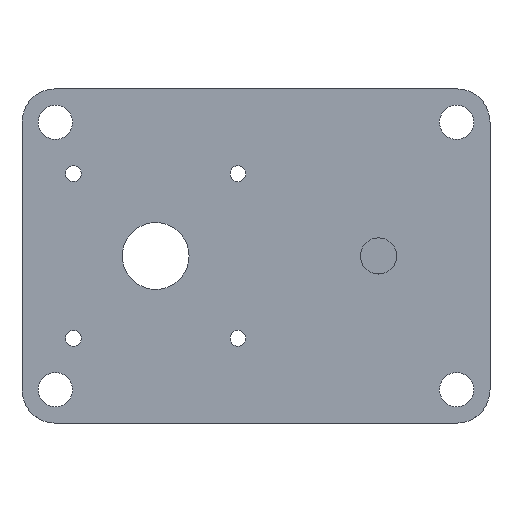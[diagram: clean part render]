
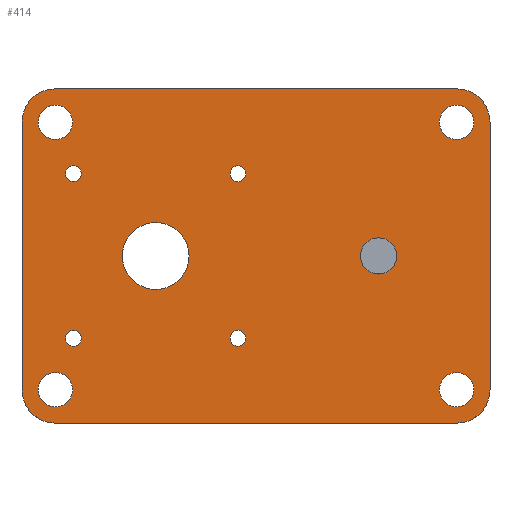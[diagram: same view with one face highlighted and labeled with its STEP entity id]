
A CAD part, top view. The second image highlights one B-rep face of the part: STEP entity #414.
In plain terms, the highlighted planar face has unit normal (0, 0, 1).
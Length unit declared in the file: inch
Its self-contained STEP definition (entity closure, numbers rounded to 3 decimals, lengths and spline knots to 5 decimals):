
#24=FACE_BOUND('',#92,.T.);
#25=FACE_BOUND('',#93,.T.);
#26=FACE_BOUND('',#94,.T.);
#27=FACE_BOUND('',#95,.T.);
#28=FACE_BOUND('',#96,.T.);
#29=FACE_BOUND('',#97,.T.);
#30=FACE_BOUND('',#98,.T.);
#31=FACE_BOUND('',#99,.T.);
#32=FACE_BOUND('',#100,.T.);
#33=FACE_BOUND('',#101,.T.);
#40=PLANE('',#477);
#61=FACE_OUTER_BOUND('',#91,.T.);
#91=EDGE_LOOP('',(#362,#363,#364,#365,#366,#367,#368,#369));
#92=EDGE_LOOP('',(#370));
#93=EDGE_LOOP('',(#371));
#94=EDGE_LOOP('',(#372));
#95=EDGE_LOOP('',(#373));
#96=EDGE_LOOP('',(#374));
#97=EDGE_LOOP('',(#375));
#98=EDGE_LOOP('',(#376));
#99=EDGE_LOOP('',(#377));
#100=EDGE_LOOP('',(#378));
#101=EDGE_LOOP('',(#379));
#110=LINE('',#643,#136);
#116=LINE('',#674,#142);
#126=LINE('',#712,#152);
#127=LINE('',#714,#153);
#136=VECTOR('',#520,0.3937);
#142=VECTOR('',#550,0.3937);
#152=VECTOR('',#598,0.3937);
#153=VECTOR('',#601,0.3937);
#154=CIRCLE('',#430,0.1285);
#156=CIRCLE('',#433,0.1285);
#158=CIRCLE('',#436,0.1285);
#160=CIRCLE('',#439,0.1285);
#162=CIRCLE('',#442,0.25);
#172=CIRCLE('',#455,0.25);
#173=CIRCLE('',#458,0.25);
#174=CIRCLE('',#460,0.25);
#175=CIRCLE('',#462,0.05906);
#176=CIRCLE('',#464,0.05906);
#177=CIRCLE('',#466,0.05906);
#178=CIRCLE('',#468,0.05906);
#179=CIRCLE('',#470,0.25);
#181=CIRCLE('',#473,0.135);
#182=VERTEX_POINT('',#606);
#184=VERTEX_POINT('',#612);
#186=VERTEX_POINT('',#618);
#188=VERTEX_POINT('',#624);
#190=VERTEX_POINT('',#630);
#191=VERTEX_POINT('',#631);
#195=VERTEX_POINT('',#641);
#206=VERTEX_POINT('',#667);
#207=VERTEX_POINT('',#668);
#208=VERTEX_POINT('',#673);
#209=VERTEX_POINT('',#677);
#210=VERTEX_POINT('',#681);
#211=VERTEX_POINT('',#685);
#212=VERTEX_POINT('',#689);
#213=VERTEX_POINT('',#693);
#214=VERTEX_POINT('',#697);
#215=VERTEX_POINT('',#701);
#217=VERTEX_POINT('',#707);
#218=EDGE_CURVE('',#182,#182,#154,.T.);
#221=EDGE_CURVE('',#184,#184,#156,.T.);
#224=EDGE_CURVE('',#186,#186,#158,.T.);
#227=EDGE_CURVE('',#188,#188,#160,.T.);
#230=EDGE_CURVE('',#190,#191,#162,.T.);
#236=EDGE_CURVE('',#190,#195,#110,.T.);
#248=EDGE_CURVE('',#206,#207,#172,.T.);
#251=EDGE_CURVE('',#208,#207,#116,.T.);
#253=EDGE_CURVE('',#208,#209,#173,.T.);
#255=EDGE_CURVE('',#210,#195,#174,.T.);
#257=EDGE_CURVE('',#211,#211,#175,.T.);
#259=EDGE_CURVE('',#212,#212,#176,.T.);
#261=EDGE_CURVE('',#213,#213,#177,.T.);
#263=EDGE_CURVE('',#214,#214,#178,.T.);
#265=EDGE_CURVE('',#215,#215,#179,.T.);
#269=EDGE_CURVE('',#217,#217,#181,.T.);
#270=EDGE_CURVE('',#210,#209,#126,.T.);
#271=EDGE_CURVE('',#206,#191,#127,.T.);
#362=ORIENTED_EDGE('',*,*,#230,.F.);
#363=ORIENTED_EDGE('',*,*,#236,.T.);
#364=ORIENTED_EDGE('',*,*,#255,.F.);
#365=ORIENTED_EDGE('',*,*,#270,.T.);
#366=ORIENTED_EDGE('',*,*,#253,.F.);
#367=ORIENTED_EDGE('',*,*,#251,.T.);
#368=ORIENTED_EDGE('',*,*,#248,.F.);
#369=ORIENTED_EDGE('',*,*,#271,.T.);
#370=ORIENTED_EDGE('',*,*,#218,.T.);
#371=ORIENTED_EDGE('',*,*,#221,.T.);
#372=ORIENTED_EDGE('',*,*,#224,.T.);
#373=ORIENTED_EDGE('',*,*,#227,.T.);
#374=ORIENTED_EDGE('',*,*,#257,.T.);
#375=ORIENTED_EDGE('',*,*,#259,.T.);
#376=ORIENTED_EDGE('',*,*,#261,.T.);
#377=ORIENTED_EDGE('',*,*,#263,.T.);
#378=ORIENTED_EDGE('',*,*,#265,.T.);
#379=ORIENTED_EDGE('',*,*,#269,.T.);
#414=ADVANCED_FACE('',(#61,#24,#25,#26,#27,#28,#29,#30,#31,#32,#33),#40,
 .T.);
#430=AXIS2_PLACEMENT_3D('',#607,#482,#483);
#433=AXIS2_PLACEMENT_3D('',#613,#489,#490);
#436=AXIS2_PLACEMENT_3D('',#619,#496,#497);
#439=AXIS2_PLACEMENT_3D('',#625,#503,#504);
#442=AXIS2_PLACEMENT_3D('',#632,#510,#511);
#455=AXIS2_PLACEMENT_3D('',#669,#544,#545);
#458=AXIS2_PLACEMENT_3D('',#678,#554,#555);
#460=AXIS2_PLACEMENT_3D('',#682,#559,#560);
#462=AXIS2_PLACEMENT_3D('',#686,#564,#565);
#464=AXIS2_PLACEMENT_3D('',#690,#569,#570);
#466=AXIS2_PLACEMENT_3D('',#694,#574,#575);
#468=AXIS2_PLACEMENT_3D('',#698,#579,#580);
#470=AXIS2_PLACEMENT_3D('',#702,#584,#585);
#473=AXIS2_PLACEMENT_3D('',#709,#592,#593);
#477=AXIS2_PLACEMENT_3D('',#715,#602,#603);
#482=DIRECTION('center_axis',(0.,0.,-1.));
#483=DIRECTION('ref_axis',(1.,0.,0.));
#489=DIRECTION('center_axis',(0.,0.,-1.));
#490=DIRECTION('ref_axis',(1.,0.,0.));
#496=DIRECTION('center_axis',(0.,0.,-1.));
#497=DIRECTION('ref_axis',(1.,0.,0.));
#503=DIRECTION('center_axis',(0.,0.,-1.));
#504=DIRECTION('ref_axis',(1.,0.,0.));
#510=DIRECTION('center_axis',(0.,0.,-1.));
#511=DIRECTION('ref_axis',(-0.707,-0.707,0.));
#520=DIRECTION('',(1.,0.,0.));
#544=DIRECTION('center_axis',(0.,0.,-1.));
#545=DIRECTION('ref_axis',(-0.707,0.707,0.));
#550=DIRECTION('',(-1.,0.,0.));
#554=DIRECTION('center_axis',(0.,0.,-1.));
#555=DIRECTION('ref_axis',(0.707,0.707,0.));
#559=DIRECTION('center_axis',(0.,0.,-1.));
#560=DIRECTION('ref_axis',(0.707,-0.707,0.));
#564=DIRECTION('center_axis',(0.,0.,-1.));
#565=DIRECTION('ref_axis',(-1.,0.,0.));
#569=DIRECTION('center_axis',(0.,0.,-1.));
#570=DIRECTION('ref_axis',(-1.,0.,0.));
#574=DIRECTION('center_axis',(0.,0.,-1.));
#575=DIRECTION('ref_axis',(-1.,0.,0.));
#579=DIRECTION('center_axis',(0.,0.,-1.));
#580=DIRECTION('ref_axis',(-1.,0.,0.));
#584=DIRECTION('center_axis',(0.,0.,-1.));
#585=DIRECTION('ref_axis',(-1.,0.,0.));
#592=DIRECTION('center_axis',(0.,0.,-1.));
#593=DIRECTION('ref_axis',(-1.,0.,0.));
#598=DIRECTION('',(0.,1.,0.));
#601=DIRECTION('',(0.,-1.,0.));
#602=DIRECTION('center_axis',(0.,0.,1.));
#603=DIRECTION('ref_axis',(1.,0.,0.));
#606=CARTESIAN_POINT('',(3.1215,0.25,0.125));
#607=CARTESIAN_POINT('Origin',(3.25,0.25,0.125));
#612=CARTESIAN_POINT('',(0.1215,2.25,0.125));
#613=CARTESIAN_POINT('Origin',(0.25,2.25,0.125));
#618=CARTESIAN_POINT('',(3.1215,2.25,0.125));
#619=CARTESIAN_POINT('Origin',(3.25,2.25,0.125));
#624=CARTESIAN_POINT('',(0.1215,0.25,0.125));
#625=CARTESIAN_POINT('Origin',(0.25,0.25,0.125));
#630=CARTESIAN_POINT('',(0.25,0.,0.125));
#631=CARTESIAN_POINT('',(0.,0.25,0.125));
#632=CARTESIAN_POINT('Origin',(0.25,0.25,0.125));
#641=CARTESIAN_POINT('',(3.25,0.,0.125));
#643=CARTESIAN_POINT('',(0.,0.,0.125));
#667=CARTESIAN_POINT('',(0.,2.25,0.125));
#668=CARTESIAN_POINT('',(0.25,2.5,0.125));
#669=CARTESIAN_POINT('Origin',(0.25,2.25,0.125));
#673=CARTESIAN_POINT('',(3.25,2.5,0.125));
#674=CARTESIAN_POINT('',(3.5,2.5,0.125));
#677=CARTESIAN_POINT('',(3.5,2.25,0.125));
#678=CARTESIAN_POINT('Origin',(3.25,2.25,0.125));
#681=CARTESIAN_POINT('',(3.5,0.25,0.125));
#682=CARTESIAN_POINT('Origin',(3.25,0.25,0.125));
#685=CARTESIAN_POINT('',(0.44337,0.63482,0.125));
#686=CARTESIAN_POINT('Origin',(0.38432,0.63482,0.125));
#689=CARTESIAN_POINT('',(0.44337,1.86518,0.125));
#690=CARTESIAN_POINT('Origin',(0.38432,1.86518,0.125));
#693=CARTESIAN_POINT('',(1.67374,0.63482,0.125));
#694=CARTESIAN_POINT('Origin',(1.61468,0.63482,0.125));
#697=CARTESIAN_POINT('',(1.67374,1.86518,0.125));
#698=CARTESIAN_POINT('Origin',(1.61468,1.86518,0.125));
#701=CARTESIAN_POINT('',(1.2495,1.25,0.125));
#702=CARTESIAN_POINT('Origin',(0.9995,1.25,0.125));
#707=CARTESIAN_POINT('',(2.8015,1.25,0.125));
#709=CARTESIAN_POINT('Origin',(2.6665,1.25,0.125));
#712=CARTESIAN_POINT('',(3.5,0.,0.125));
#714=CARTESIAN_POINT('',(0.,2.5,0.125));
#715=CARTESIAN_POINT('Origin',(1.75,1.25,0.125));
